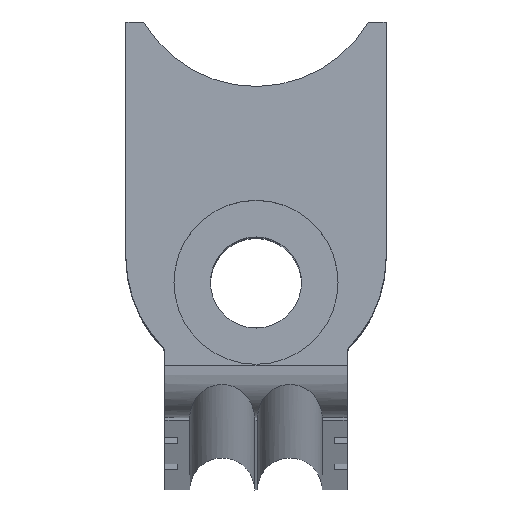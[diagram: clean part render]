
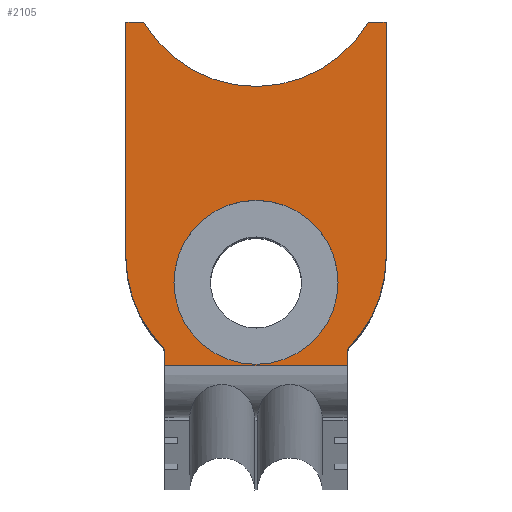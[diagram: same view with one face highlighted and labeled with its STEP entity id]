
A CAD part, top view. The second image highlights one B-rep face of the part: STEP entity #2105.
In plain terms, the highlighted planar face has unit normal (0, 0, 1).
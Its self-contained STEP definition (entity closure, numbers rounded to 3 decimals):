
#40=PLANE('',#2273);
#92=ELLIPSE('',#2214,5.019,5.);
#106=FACE_BOUND('',#237,.T.);
#135=FACE_OUTER_BOUND('',#236,.T.);
#236=EDGE_LOOP('',(#1679,#1680,#1681,#1682,#1683,#1684,#1685,#1686,#1687,
#1688));
#237=EDGE_LOOP('',(#1689));
#462=LINE('',#3358,#710);
#467=LINE('',#3367,#715);
#473=LINE('',#3377,#721);
#474=LINE('',#3381,#722);
#475=LINE('',#3382,#723);
#476=LINE('',#3384,#724);
#477=LINE('',#3386,#725);
#710=VECTOR('',#2678,1000.);
#715=VECTOR('',#2685,1000.);
#721=VECTOR('',#2695,1000.);
#722=VECTOR('',#2698,1000.);
#723=VECTOR('',#2699,1000.);
#724=VECTOR('',#2700,1000.);
#725=VECTOR('',#2701,1000.);
#806=CIRCLE('',#2191,3.15);
#855=CIRCLE('',#2274,5.);
#856=CIRCLE('',#2275,5.);
#868=VERTEX_POINT('',#2953);
#905=VERTEX_POINT('',#3030);
#906=VERTEX_POINT('',#3032);
#1038=VERTEX_POINT('',#3355);
#1039=VERTEX_POINT('',#3357);
#1041=VERTEX_POINT('',#3365);
#1042=VERTEX_POINT('',#3366);
#1045=VERTEX_POINT('',#3378);
#1046=VERTEX_POINT('',#3380);
#1047=VERTEX_POINT('',#3383);
#1048=VERTEX_POINT('',#3385);
#1085=EDGE_CURVE('',#868,#868,#806,.T.);
#1123=EDGE_CURVE('',#906,#905,#92,.T.);
#1293=EDGE_CURVE('',#1039,#1038,#462,.T.);
#1298=EDGE_CURVE('',#1041,#1042,#467,.T.);
#1305=EDGE_CURVE('',#1038,#1042,#473,.T.);
#1306=EDGE_CURVE('',#1045,#1041,#855,.T.);
#1307=EDGE_CURVE('',#1045,#1046,#474,.T.);
#1308=EDGE_CURVE('',#1046,#906,#475,.T.);
#1309=EDGE_CURVE('',#905,#1047,#476,.T.);
#1310=EDGE_CURVE('',#1047,#1048,#477,.T.);
#1311=EDGE_CURVE('',#1039,#1048,#856,.T.);
#1679=ORIENTED_EDGE('',*,*,#1293,.T.);
#1680=ORIENTED_EDGE('',*,*,#1305,.T.);
#1681=ORIENTED_EDGE('',*,*,#1298,.F.);
#1682=ORIENTED_EDGE('',*,*,#1306,.F.);
#1683=ORIENTED_EDGE('',*,*,#1307,.T.);
#1684=ORIENTED_EDGE('',*,*,#1308,.T.);
#1685=ORIENTED_EDGE('',*,*,#1123,.T.);
#1686=ORIENTED_EDGE('',*,*,#1309,.T.);
#1687=ORIENTED_EDGE('',*,*,#1310,.T.);
#1688=ORIENTED_EDGE('',*,*,#1311,.F.);
#1689=ORIENTED_EDGE('',*,*,#1085,.F.);
#2105=ADVANCED_FACE('',(#135,#106),#40,.T.);
#2191=AXIS2_PLACEMENT_3D('',#2955,#2366,#2367);
#2214=AXIS2_PLACEMENT_3D('',#3033,#2429,#2430);
#2273=AXIS2_PLACEMENT_3D('',#3376,#2693,#2694);
#2274=AXIS2_PLACEMENT_3D('',#3379,#2696,#2697);
#2275=AXIS2_PLACEMENT_3D('',#3387,#2702,#2703);
#2366=DIRECTION('center_axis',(0.,0.,1.));
#2367=DIRECTION('ref_axis',(1.,0.,0.));
#2429=DIRECTION('center_axis',(0.,0.,-1.));
#2430=DIRECTION('ref_axis',(0.,1.,0.));
#2678=DIRECTION('',(0.,-1.,0.));
#2685=DIRECTION('',(0.,-1.,0.));
#2693=DIRECTION('center_axis',(0.,0.,1.));
#2694=DIRECTION('ref_axis',(1.,0.,0.));
#2695=DIRECTION('',(1.,0.,0.));
#2696=DIRECTION('center_axis',(0.,0.,-1.));
#2697=DIRECTION('ref_axis',(1.,0.,0.));
#2698=DIRECTION('',(0.,1.,0.));
#2699=DIRECTION('',(-1.,0.,0.));
#2700=DIRECTION('',(-1.,0.,0.));
#2701=DIRECTION('',(0.,-1.,0.));
#2702=DIRECTION('center_axis',(0.,0.,-1.));
#2703=DIRECTION('ref_axis',(1.,0.,0.));
#2953=CARTESIAN_POINT('',(49.35,-27.,63.5));
#2955=CARTESIAN_POINT('Origin',(52.5,-27.,63.5));
#3030=CARTESIAN_POINT('',(48.189,-17.,63.5));
#3032=CARTESIAN_POINT('',(56.811,-17.,63.5));
#3033=CARTESIAN_POINT('Origin',(52.5,-14.457,63.5));
#3355=CARTESIAN_POINT('',(49.,-30.2,63.5));
#3357=CARTESIAN_POINT('',(49.,-29.571,63.5));
#3358=CARTESIAN_POINT('',(49.,-35.,63.5));
#3365=CARTESIAN_POINT('',(56.,-29.571,63.5));
#3366=CARTESIAN_POINT('',(56.,-30.2,63.5));
#3367=CARTESIAN_POINT('',(56.,-35.,63.5));
#3376=CARTESIAN_POINT('Origin',(47.5,-26.,63.5));
#3377=CARTESIAN_POINT('',(52.5,-30.2,63.5));
#3378=CARTESIAN_POINT('',(57.5,-26.,63.5));
#3379=CARTESIAN_POINT('Origin',(52.5,-26.,63.5));
#3380=CARTESIAN_POINT('',(57.5,-17.,63.5));
#3381=CARTESIAN_POINT('',(57.5,-26.,63.5));
#3382=CARTESIAN_POINT('',(47.5,-17.,63.5));
#3383=CARTESIAN_POINT('',(47.5,-17.,63.5));
#3384=CARTESIAN_POINT('',(47.5,-17.,63.5));
#3385=CARTESIAN_POINT('',(47.5,-26.,63.5));
#3386=CARTESIAN_POINT('',(47.5,-26.,63.5));
#3387=CARTESIAN_POINT('Origin',(52.5,-26.,63.5));
